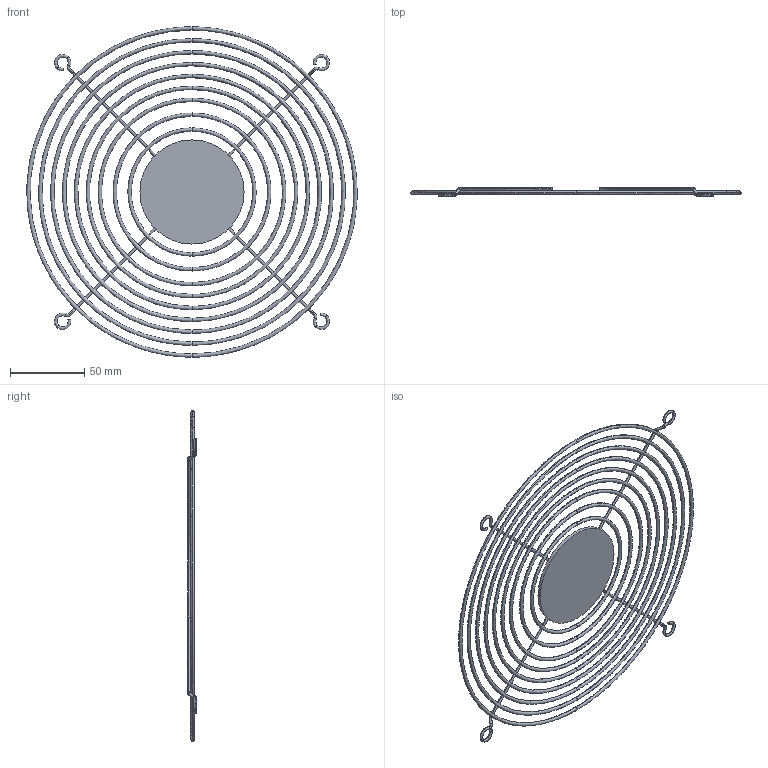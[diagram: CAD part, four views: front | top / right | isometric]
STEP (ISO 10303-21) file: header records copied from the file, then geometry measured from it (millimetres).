
FILE_DESCRIPTION (( 'STEP AP203' ), '1' );
FILE_NAME ('g254-10p.stp', '2021-03-16T16:47:19', ( '' ), ( '' ), 'SwSTEP 2.0', 'SolidWorks 2018', '' );
FILE_SCHEMA (( 'CONFIG_CONTROL_DESIGN' ));
Length unit declared in the file: millimetre
Products named in the file (1): g254-10p
Bounding box: 222.13 x 5.9 x 222.3 mm (x, y, z)
Volume: 28448.9 mm3; surface area: 42934.3 mm2
Topology: 12 solids, 12 shells, 112 faces, 478 edges, 372 vertices
Faces by surface type: bspline 106, plane 6
Entity records: 7445 total; most frequent: CARTESIAN_POINT 5087, ORIENTED_EDGE 956, EDGE_CURVE 478, VERTEX_POINT 372, FACE_OUTER_BOUND 112, ADVANCED_FACE 112, EDGE_LOOP 112, B_SPLINE_CURVE_WITH_KNOTS 86
